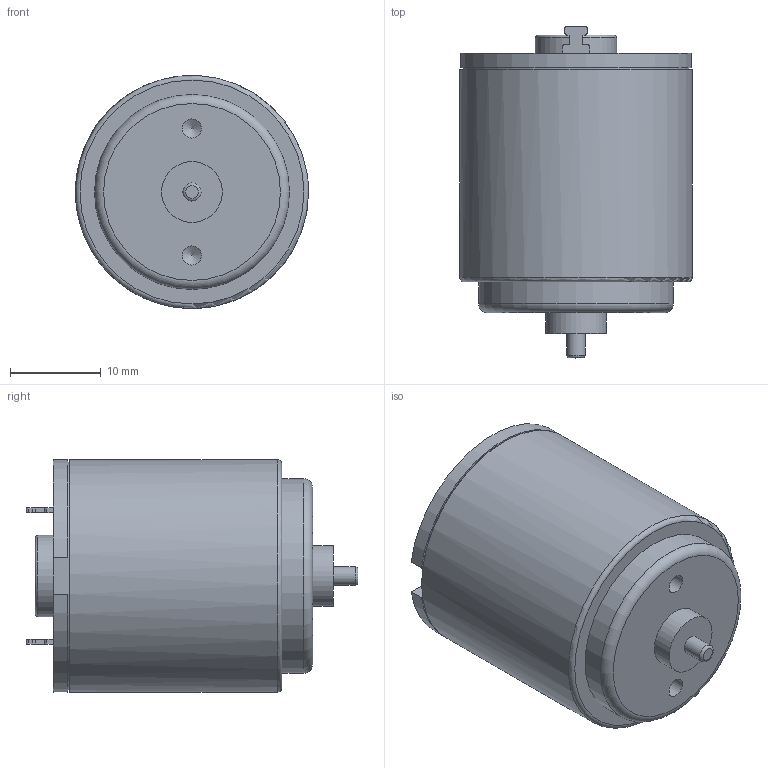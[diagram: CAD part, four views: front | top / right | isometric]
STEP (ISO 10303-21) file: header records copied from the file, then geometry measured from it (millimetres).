
FILE_DESCRIPTION((''),'2;1');
FILE_NAME('TP-2528C.STP','2013-06-14T13:21:17',('SSEGAWA'),(''),'Autodesk Inventor 2010','Autodesk Inventor 2010','');
FILE_SCHEMA(('CONFIG_CONTROL_DESIGN'));
Length unit declared in the file: millimetre
Products named in the file (1): tp_2528
Bounding box: 25.7 x 36.6 x 25.7 mm (x, y, z)
Volume: 14445.6 mm3; surface area: 3486.1 mm2
Topology: 1 solids, 1 shells, 70 faces, 180 edges, 119 vertices
Faces by surface type: plane 33, cylinder 21, bspline 12, torus 4
Full cylindrical faces by diameter (mm): 2 x1, 6.7 x1, 9 x1, 21.5 x1, 25.7 x1
Entity records: 2098 total; most frequent: CARTESIAN_POINT 439, DIRECTION 330, ORIENTED_EDGE 324, EDGE_CURVE 162, VERTEX_POINT 114, VECTOR 112, LINE 112, AXIS2_PLACEMENT_3D 109
